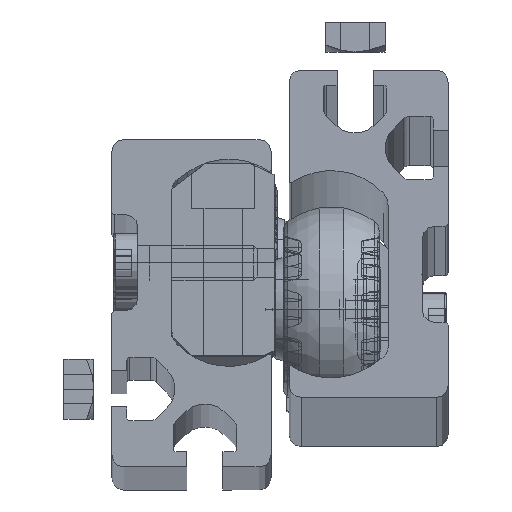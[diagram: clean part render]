
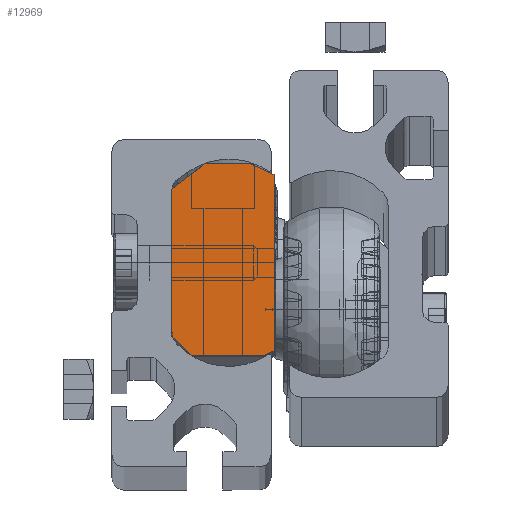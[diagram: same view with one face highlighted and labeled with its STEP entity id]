
A CAD part, top view. The second image highlights one B-rep face of the part: STEP entity #12969.
In plain terms, the highlighted face is planar.
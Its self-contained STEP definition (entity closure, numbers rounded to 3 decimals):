
#550 = VERTEX_POINT ( 'NONE', #16250 ) ;
#796 = LINE ( 'NONE', #7831, #2418 ) ;
#1247 = CARTESIAN_POINT ( 'NONE',  ( 19., -12.2, 8.5 ) ) ;
#1413 = ORIENTED_EDGE ( 'NONE', *, *, #20228, .T. ) ;
#1427 = CARTESIAN_POINT ( 'NONE',  ( 19., 16.5, -4.6 ) ) ;
#2265 = VERTEX_POINT ( 'NONE', #6911 ) ;
#2341 = CARTESIAN_POINT ( 'NONE',  ( 19., 14.681, -8.5 ) ) ;
#2365 = CARTESIAN_POINT ( 'NONE',  ( 19., 16.5, 3. ) ) ;
#2418 = VECTOR ( 'NONE', #22592, 1000. ) ;
#2491 = ORIENTED_EDGE ( 'NONE', *, *, #15724, .F. ) ;
#2590 = EDGE_CURVE ( 'NONE', #2265, #15053, #23424, .T. ) ;
#2842 = CARTESIAN_POINT ( 'NONE',  ( 19., 1.5, 22.2 ) ) ;
#3450 = VECTOR ( 'NONE', #4847, 1000. ) ;
#3469 = LINE ( 'NONE', #1427, #8038 ) ;
#3986 = CARTESIAN_POINT ( 'NONE',  ( 19., -15.5, -6.7 ) ) ;
#4089 = LINE ( 'NONE', #20577, #14075 ) ;
#4219 = DIRECTION ( 'NONE',  ( 0., -0.423, 0.906 ) ) ;
#4248 = DIRECTION ( 'NONE',  ( 0., 0., 1. ) ) ;
#4471 = FACE_OUTER_BOUND ( 'NONE', #22005, .T. ) ;
#4574 = LINE ( 'NONE', #2341, #18277 ) ;
#4847 = DIRECTION ( 'NONE',  ( 0., 0., -1. ) ) ;
#6835 = CARTESIAN_POINT ( 'NONE',  ( 19., -14.661, -8.5 ) ) ;
#6911 = CARTESIAN_POINT ( 'NONE',  ( 19., 12.203, 8.5 ) ) ;
#7419 = CARTESIAN_POINT ( 'NONE',  ( 19., -12.2, 8.5 ) ) ;
#7831 = CARTESIAN_POINT ( 'NONE',  ( 19., -12.2, 8.5 ) ) ;
#8038 = VECTOR ( 'NONE', #23561, 1000. ) ;
#8154 = LINE ( 'NONE', #1247, #11297 ) ;
#8772 = CARTESIAN_POINT ( 'NONE',  ( 19., 12.203, 8.5 ) ) ;
#8787 = ORIENTED_EDGE ( 'NONE', *, *, #22100, .F. ) ;
#9694 = EDGE_CURVE ( 'NONE', #21891, #14346, #4574, .T. ) ;
#9962 = PLANE ( 'NONE',  #12162 ) ;
#10316 = DIRECTION ( 'NONE',  ( 0., 1., 0. ) ) ;
#10474 = VECTOR ( 'NONE', #12494, 1000. ) ;
#11075 = ORIENTED_EDGE ( 'NONE', *, *, #9694, .F. ) ;
#11297 = VECTOR ( 'NONE', #10316, 1000. ) ;
#12122 = VERTEX_POINT ( 'NONE', #7419 ) ;
#12147 = LINE ( 'NONE', #23195, #3450 ) ;
#12162 = AXIS2_PLACEMENT_3D ( 'NONE', #2842, #20967, #4248 ) ;
#12274 = EDGE_CURVE ( 'NONE', #14346, #21917, #4089, .T. ) ;
#12494 = DIRECTION ( 'NONE',  ( 0., 0.616, -0.788 ) ) ;
#12748 = LINE ( 'NONE', #22336, #18661 ) ;
#12830 = EDGE_CURVE ( 'NONE', #18923, #15053, #12748, .T. ) ;
#12969 = ADVANCED_FACE ( 'NONE', ( #4471 ), #9962, .F. ) ;
#14075 = VECTOR ( 'NONE', #4219, 1000. ) ;
#14346 = VERTEX_POINT ( 'NONE', #6835 ) ;
#14896 = EDGE_CURVE ( 'NONE', #550, #21917, #12147, .T. ) ;
#14908 = DIRECTION ( 'NONE',  ( 0., 0., 1. ) ) ;
#14921 = CARTESIAN_POINT ( 'NONE',  ( 19., 14.681, -8.5 ) ) ;
#15053 = VERTEX_POINT ( 'NONE', #2365 ) ;
#15063 = CARTESIAN_POINT ( 'NONE',  ( 19., 16.5, -4.6 ) ) ;
#15347 = DIRECTION ( 'NONE',  ( 0., -1., 0. ) ) ;
#15724 = EDGE_CURVE ( 'NONE', #18923, #21891, #3469, .T. ) ;
#16250 = CARTESIAN_POINT ( 'NONE',  ( 19., -15.5, 5.2 ) ) ;
#17824 = ORIENTED_EDGE ( 'NONE', *, *, #12274, .F. ) ;
#18277 = VECTOR ( 'NONE', #15347, 1000. ) ;
#18661 = VECTOR ( 'NONE', #14908, 1000. ) ;
#18923 = VERTEX_POINT ( 'NONE', #15063 ) ;
#20228 = EDGE_CURVE ( 'NONE', #12122, #550, #796, .T. ) ;
#20577 = CARTESIAN_POINT ( 'NONE',  ( 19., -14.661, -8.5 ) ) ;
#20967 = DIRECTION ( 'NONE',  ( -1., 0., 0. ) ) ;
#21891 = VERTEX_POINT ( 'NONE', #14921 ) ;
#21917 = VERTEX_POINT ( 'NONE', #3986 ) ;
#22005 = EDGE_LOOP ( 'NONE', ( #22847, #8787, #1413, #22690, #17824, #11075, #2491, #23609 ) ) ;
#22100 = EDGE_CURVE ( 'NONE', #12122, #2265, #8154, .T. ) ;
#22336 = CARTESIAN_POINT ( 'NONE',  ( 19., 16.5, -4.6 ) ) ;
#22592 = DIRECTION ( 'NONE',  ( 0., -0.707, -0.707 ) ) ;
#22690 = ORIENTED_EDGE ( 'NONE', *, *, #14896, .T. ) ;
#22847 = ORIENTED_EDGE ( 'NONE', *, *, #2590, .F. ) ;
#23195 = CARTESIAN_POINT ( 'NONE',  ( 19., -15.5, 5.2 ) ) ;
#23424 = LINE ( 'NONE', #8772, #10474 ) ;
#23561 = DIRECTION ( 'NONE',  ( 0., -0.423, -0.906 ) ) ;
#23609 = ORIENTED_EDGE ( 'NONE', *, *, #12830, .T. ) ;
